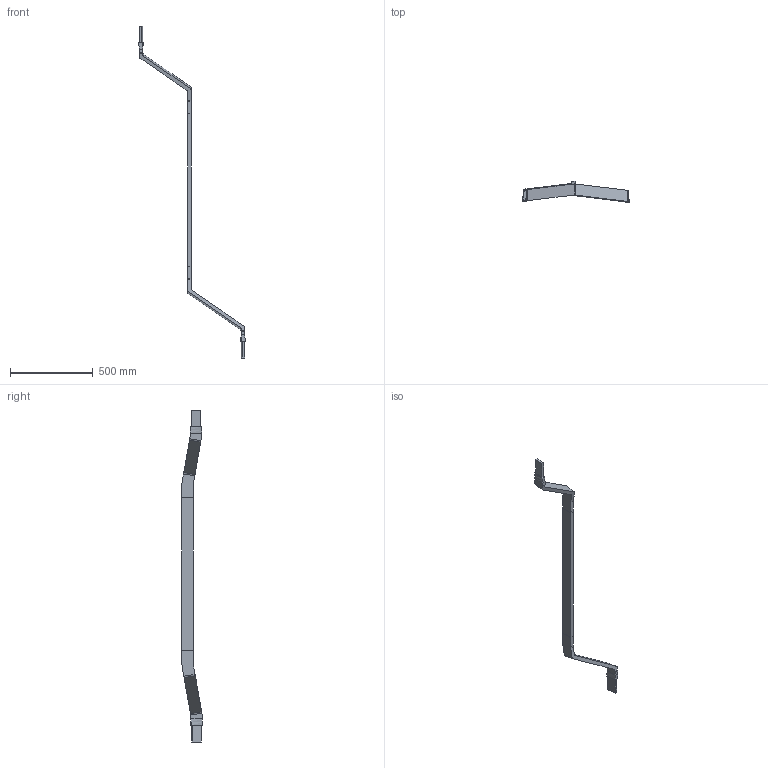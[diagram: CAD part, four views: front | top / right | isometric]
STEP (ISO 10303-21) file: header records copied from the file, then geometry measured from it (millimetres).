
FILE_DESCRIPTION(/* description */ (''),/* implementation_level */ '2;1');
FILE_NAME(/* name */ 'Asimetrik Bobin_Aynalanmış Versiyon_Rotordan uzak (BOTTOM) kısım_v05.stp',/* time_stamp */ '2023-04-04T15:56:44+03:00',/* author */ (''),/* organization */ (''),/* preprocessor_version */ 'ST-DEVELOPER v16',/* originating_system */ 'SIEMENS PLM Software NX 11.0',/* authorisation */ '');
FILE_SCHEMA (('AUTOMOTIVE_DESIGN { 1 0 10303 214 3 1 1 1 }'));
Length unit declared in the file: millimetre
Products named in the file (1): Asimetrik Bobin_Aynalanmış Versiyon_Rotordan uzak (BOTT
OM) kısım_v05
Bounding box: 644.85 x 125.35 x 2007.43 mm (x, y, z)
Volume: 3364417 mm3; surface area: 428439.3 mm2
Topology: 5 solids, 5 shells, 70 faces, 172 edges, 112 vertices
Faces by surface type: plane 46, cylinder 16, bspline 8
Entity records: 2130 total; most frequent: CARTESIAN_POINT 467, ORIENTED_EDGE 344, DIRECTION 306, EDGE_CURVE 172, LINE 116, VECTOR 116, VERTEX_POINT 112, AXIS2_PLACEMENT_3D 95
